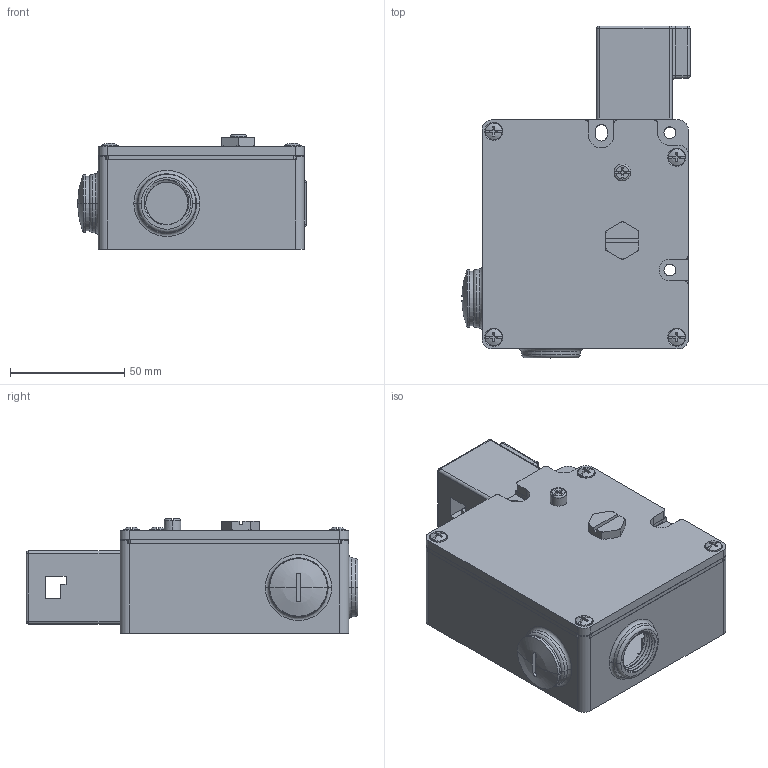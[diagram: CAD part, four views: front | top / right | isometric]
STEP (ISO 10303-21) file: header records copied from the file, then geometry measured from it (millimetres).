
FILE_DESCRIPTION((''),'2;1');
FILE_NAME('212900_ASM','2019-12-27T09:41:35',('PDMAdmin'),('BANNER ENGINEERING'),'CREO PARAMETRIC BY PTC INC, 2019292','CREO PARAMETRIC BY PTC INC, 2019292','');
FILE_SCHEMA(('CONFIG_CONTROL_DESIGN'));
Products named in the file (13): SI-QM100_INTERLOCK_BODY; SI-QM100_GASKET; SI-QM100_INTERLOCK_COVER; SI-QM100_INTERLOCK_BODY_SCREW; SI-QM100_INTERLOCK_BODY_PLUG; SI-QM100_INTERLOCK_GROUND_SCREW; SI-QM100_SPRING_SCREW; SI-QM100_INTERLOCK_RELEASE_NUT; SI-QM100_INTERLOCK_BODY_ASM; SI-LM40_INTERLOCK_HEAD; SI-LM40_INTERLOCK_HEAD_SCREW; SI-QM100_WEB_MODEL_ASM; 212900_ASM
Assembly tree (19 placements, depth 4):
  212900_ASM
    SI-QM100_WEB_MODEL_ASM
      SI-QM100_INTERLOCK_BODY_ASM
        SI-QM100_INTERLOCK_BODY
        SI-QM100_GASKET
        SI-QM100_INTERLOCK_COVER
        SI-QM100_INTERLOCK_BODY_SCREW  x4
        SI-QM100_INTERLOCK_BODY_PLUG
        SI-QM100_INTERLOCK_GROUND_SCREW  x2
        SI-QM100_SPRING_SCREW
        SI-QM100_INTERLOCK_RELEASE_NUT
      SI-LM40_INTERLOCK_HEAD
      SI-LM40_INTERLOCK_HEAD_SCREW  x4
Bounding box: 99.77 x 145.1 x 50 mm (x, y, z)
Volume: 162186 mm3; surface area: 108848.9 mm2
Topology: 17 solids, 29 shells, 771 faces, 1901 edges, 1198 vertices
Faces by surface type: plane 311, cylinder 309, sphere 47, cone 44, torus 42, bspline 18
Entity records: 21387 total; most frequent: CARTESIAN_POINT 5880, DIRECTION 3431, ORIENTED_EDGE 3022, EDGE_CURVE 1535, AXIS2_PLACEMENT_3D 1326, VERTEX_POINT 970, VECTOR 779, LINE 779
